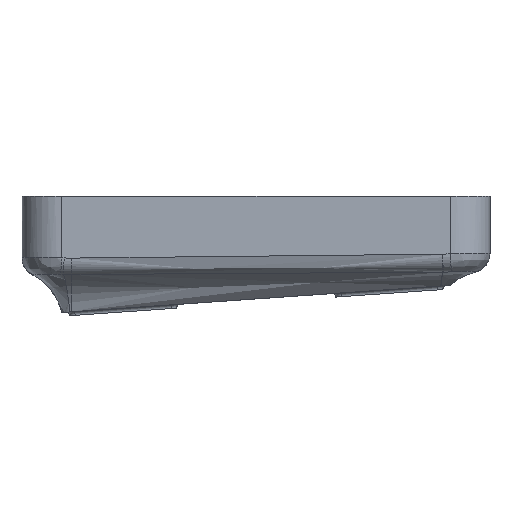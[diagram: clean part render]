
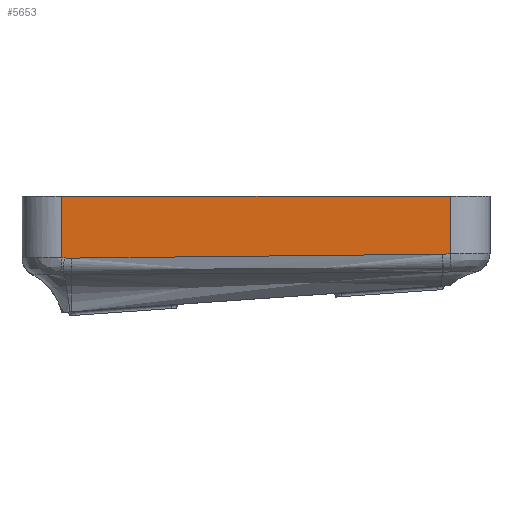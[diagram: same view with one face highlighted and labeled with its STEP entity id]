
A CAD part, left-side view. The second image highlights one B-rep face of the part: STEP entity #5653.
In plain terms, the highlighted planar face has unit normal (-1, 0, 0).
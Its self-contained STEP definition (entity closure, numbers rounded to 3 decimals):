
#387=B_SPLINE_CURVE_WITH_KNOTS('',3,(#10984,#10985,#10986,#10987),
 .UNSPECIFIED.,.F.,.F.,(4,4),(0.,0.008),.UNSPECIFIED.);
#389=B_SPLINE_CURVE_WITH_KNOTS('',3,(#11015,#11016,#11017,#11018),
 .UNSPECIFIED.,.F.,.F.,(4,4),(0.,10.003),.UNSPECIFIED.);
#391=B_SPLINE_CURVE_WITH_KNOTS('',3,(#11046,#11047,#11048,#11049),
 .UNSPECIFIED.,.F.,.F.,(4,4),(0.,0.211),
 .UNSPECIFIED.);
#392=B_SPLINE_CURVE_WITH_KNOTS('',3,(#11073,#11074,#11075,#11076),
 .UNSPECIFIED.,.F.,.F.,(4,4),(0.776,0.974),
 .UNSPECIFIED.);
#399=B_SPLINE_CURVE_WITH_KNOTS('',3,(#11201,#11202,#11203,#11204),
 .UNSPECIFIED.,.F.,.F.,(4,4),(0.,0.06),.UNSPECIFIED.);
#525=PLANE('',#6043);
#851=FACE_OUTER_BOUND('',#1180,.T.);
#1180=EDGE_LOOP('',(#5251,#5252,#5253,#5254,#5255,#5256,#5257,#5258));
#1581=LINE('',#11391,#1983);
#1583=LINE('',#11539,#1985);
#1584=LINE('',#11541,#1986);
#1983=VECTOR('',#7164,10.);
#1985=VECTOR('',#7192,10.);
#1986=VECTOR('',#7195,10.);
#2716=VERTEX_POINT('',#10974);
#2719=VERTEX_POINT('',#10982);
#2720=VERTEX_POINT('',#11008);
#2722=VERTEX_POINT('',#11039);
#2725=VERTEX_POINT('',#11071);
#2728=VERTEX_POINT('',#11169);
#2731=VERTEX_POINT('',#11390);
#2733=VERTEX_POINT('',#11537);
#3538=EDGE_CURVE('',#2719,#2716,#387,.T.);
#3541=EDGE_CURVE('',#2716,#2720,#389,.T.);
#3544=EDGE_CURVE('',#2720,#2722,#391,.T.);
#3546=EDGE_CURVE('',#2725,#2719,#392,.T.);
#3555=EDGE_CURVE('',#2722,#2728,#399,.T.);
#3569=EDGE_CURVE('',#2728,#2731,#1581,.T.);
#3580=EDGE_CURVE('',#2725,#2733,#1583,.T.);
#3581=EDGE_CURVE('',#2731,#2733,#1584,.T.);
#5251=ORIENTED_EDGE('',*,*,#3546,.F.);
#5252=ORIENTED_EDGE('',*,*,#3580,.T.);
#5253=ORIENTED_EDGE('',*,*,#3581,.F.);
#5254=ORIENTED_EDGE('',*,*,#3569,.F.);
#5255=ORIENTED_EDGE('',*,*,#3555,.F.);
#5256=ORIENTED_EDGE('',*,*,#3544,.F.);
#5257=ORIENTED_EDGE('',*,*,#3541,.F.);
#5258=ORIENTED_EDGE('',*,*,#3538,.F.);
#5653=ADVANCED_FACE('',(#851),#525,.T.);
#6043=AXIS2_PLACEMENT_3D('',#11540,#7193,#7194);
#7164=DIRECTION('',(0.,0.,1.));
#7192=DIRECTION('',(0.,0.,1.));
#7193=DIRECTION('center_axis',(-1.,0.,0.));
#7194=DIRECTION('ref_axis',(0.,-1.,0.));
#7195=DIRECTION('',(0.,-1.,0.));
#10974=CARTESIAN_POINT('',(-149.264,-49.676,-5.61));
#10982=CARTESIAN_POINT('',(-149.264,-49.751,-5.608));
#10984=CARTESIAN_POINT('Ctrl Pts',(-149.264,-49.751,
-5.608));
#10985=CARTESIAN_POINT('Ctrl Pts',(-149.264,-49.726,
-5.609));
#10986=CARTESIAN_POINT('Ctrl Pts',(-149.264,-49.701,
-5.609));
#10987=CARTESIAN_POINT('Ctrl Pts',(-149.264,-49.676,
-5.61));
#11008=CARTESIAN_POINT('',(-149.264,50.345,-6.668));
#11015=CARTESIAN_POINT('Ctrl Pts',(-149.264,-49.676,
-5.61));
#11016=CARTESIAN_POINT('Ctrl Pts',(-149.264,-16.339,-6.236));
#11017=CARTESIAN_POINT('Ctrl Pts',(-149.264,17.003,-6.523));
#11018=CARTESIAN_POINT('Ctrl Pts',(-149.264,50.345,-6.668));
#11039=CARTESIAN_POINT('',(-149.264,52.451,-6.639));
#11046=CARTESIAN_POINT('Ctrl Pts',(-149.264,50.345,-6.668));
#11047=CARTESIAN_POINT('Ctrl Pts',(-149.264,51.047,-6.671));
#11048=CARTESIAN_POINT('Ctrl Pts',(-149.264,51.749,-6.661));
#11049=CARTESIAN_POINT('Ctrl Pts',(-149.264,52.451,-6.639));
#11071=CARTESIAN_POINT('',(-149.264,-51.734,-5.515));
#11073=CARTESIAN_POINT('Ctrl Pts',(-149.264,-51.734,-5.515));
#11074=CARTESIAN_POINT('Ctrl Pts',(-149.264,-51.074,
-5.561));
#11075=CARTESIAN_POINT('Ctrl Pts',(-149.264,-50.413,
-5.595));
#11076=CARTESIAN_POINT('Ctrl Pts',(-149.264,-49.751,
-5.608));
#11169=CARTESIAN_POINT('',(-149.264,53.052,-6.606));
#11201=CARTESIAN_POINT('Ctrl Pts',(-149.264,52.451,-6.639));
#11202=CARTESIAN_POINT('Ctrl Pts',(-149.264,52.651,-6.632));
#11203=CARTESIAN_POINT('Ctrl Pts',(-149.264,52.852,-6.621));
#11204=CARTESIAN_POINT('Ctrl Pts',(-149.264,53.052,-6.606));
#11390=CARTESIAN_POINT('',(-149.264,53.052,10.));
#11391=CARTESIAN_POINT('',(-149.264,53.052,0.));
#11537=CARTESIAN_POINT('',(-149.264,-51.734,10.));
#11539=CARTESIAN_POINT('',(-149.264,-51.734,0.));
#11540=CARTESIAN_POINT('Origin',(-149.264,53.052,0.));
#11541=CARTESIAN_POINT('',(-149.264,53.052,10.));
